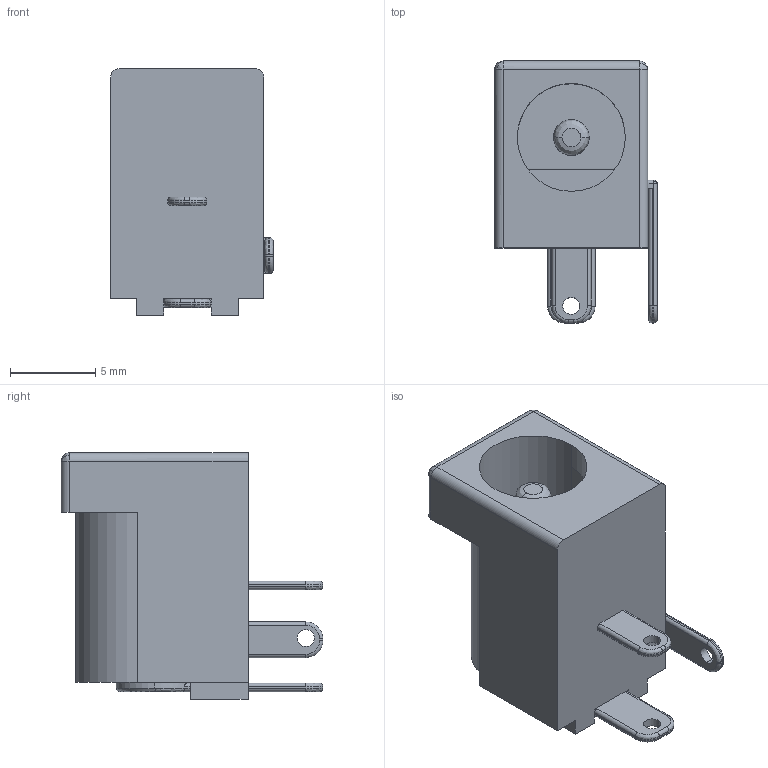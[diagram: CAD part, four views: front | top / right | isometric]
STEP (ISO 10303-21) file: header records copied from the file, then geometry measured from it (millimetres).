
FILE_DESCRIPTION (( 'STEP AP214' ), '1' );
FILE_NAME ('User Library-ds-210.STEP', '2021-07-18T08:00:30', ( '' ), ( '' ), 'SwSTEP 2.0', 'SolidWorks 2021', '' );
FILE_SCHEMA (( 'AUTOMOTIVE_DESIGN' ));
Length unit declared in the file: millimetre
Products named in the file (1): User Library-ds-210
Bounding box: 9.55 x 15.4 x 14.5 mm (x, y, z)
Surface area: 1335.2 mm2 (no closed solid volume)
Topology: 0 solids, 2 shells, 134 faces, 359 edges, 220 vertices
Faces by surface type: cylinder 55, plane 54, bspline 25
Entity records: 5048 total; most frequent: CARTESIAN_POINT 1350, ORIENTED_EDGE 694, DIRECTION 672, EDGE_CURVE 351, AXIS2_PLACEMENT_3D 234, VERTEX_POINT 220, VECTOR 204, LINE 204
